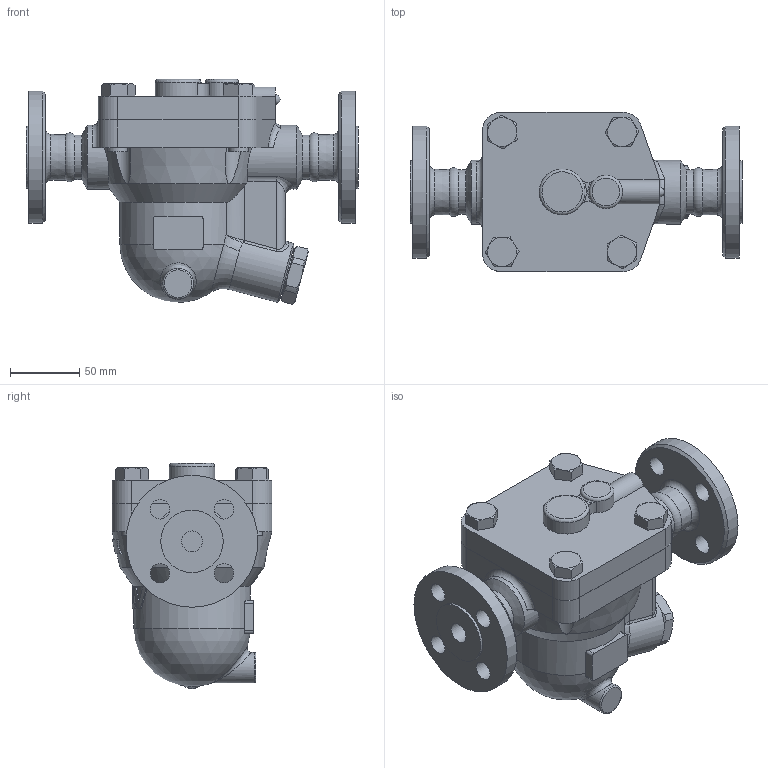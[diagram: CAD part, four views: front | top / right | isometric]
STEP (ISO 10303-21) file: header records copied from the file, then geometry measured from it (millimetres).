
FILE_DESCRIPTION(/* description */ (''),/* implementation_level */ '2;1');
FILE_NAME(/* name */ 'j5rlb-015-e0016-00.stp',/* time_stamp */ '2017-11-10T16:56:30+09:00',/* author */ ('nakaot'),/* organization */ (''),/* preprocessor_version */ 'ST-DEVELOPER v15.6',/* originating_system */ 'Autodesk Inventor 2015',/* authorisation */ '');
FILE_SCHEMA (('CONFIG_CONTROL_DESIGN'));
Length unit declared in the file: millimetre
Products named in the file (1): j5rlb-015-e0016-00
Bounding box: 239 x 115 x 162.18 mm (x, y, z)
Volume: 1602025.1 mm3; surface area: 151668.8 mm2
Topology: 1 solids, 1 shells, 276 faces, 687 edges, 434 vertices
Faces by surface type: plane 107, cylinder 74, cone 51, bspline 29, torus 13, sphere 2
Full cylindrical faces by diameter (mm): 14 x16, 15 x2, 16 x4, 22 x1, 27 x1, 32 x2, 44 x1, 45 x2, 46 x2, 80 x1, 95 x2
Entity records: 13155 total; most frequent: CARTESIAN_POINT 7185, ORIENTED_EDGE 1226, DIRECTION 1177, EDGE_CURVE 613, AXIS2_PLACEMENT_3D 494, VERTEX_POINT 412, EDGE_LOOP 373, FACE_OUTER_BOUND 276
